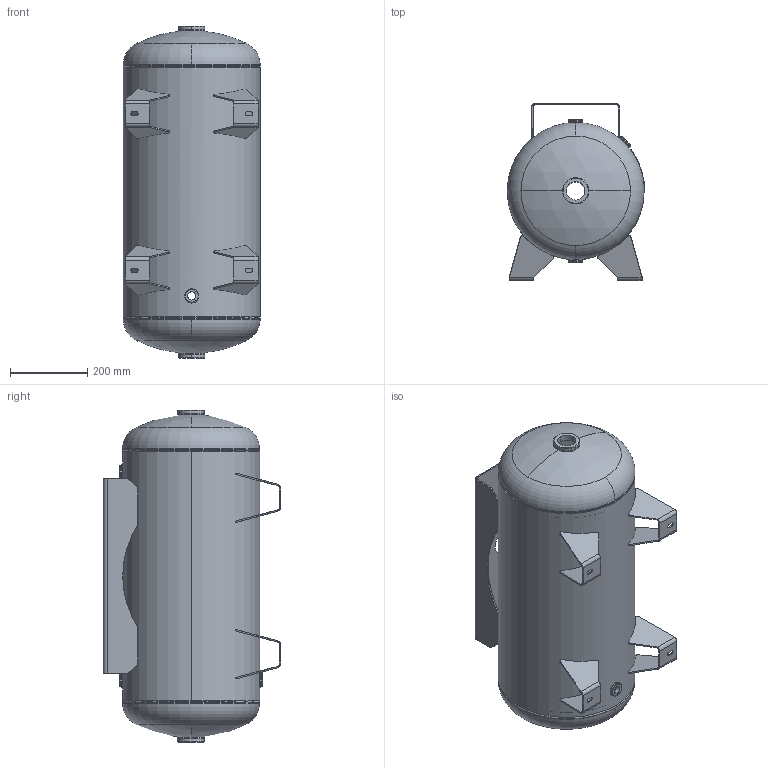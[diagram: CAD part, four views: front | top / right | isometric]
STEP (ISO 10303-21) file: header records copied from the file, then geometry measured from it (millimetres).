
FILE_DESCRIPTION (( 'STEP AP203' ), '1' );
FILE_NAME ('302467.STEP', '2012-03-06T17:18:18', ( '' ), ( '' ), 'SwSTEP 2.0', 'SolidWorks 2011', '' );
FILE_SCHEMA (( 'CONFIG_CONTROL_DESIGN' ));
Length unit declared in the file: inch
Products named in the file (1): 302467
Bounding box: 357.12 x 460.43 x 862.03 mm (x, y, z)
Surface area: 2421146.3 mm2 (no closed solid volume)
Topology: 0 solids, 25 shells, 302 faces, 756 edges, 468 vertices
Faces by surface type: plane 121, cylinder 113, torus 48, bspline 14, sphere 6
Full cylindrical faces by diameter (mm): 350.215 x1, 355.6 x1
Entity records: 11755 total; most frequent: CARTESIAN_POINT 4416, DIRECTION 1618, ORIENTED_EDGE 1377, EDGE_CURVE 756, AXIS2_PLACEMENT_3D 635, VERTEX_POINT 468, VECTOR 348, LINE 348
